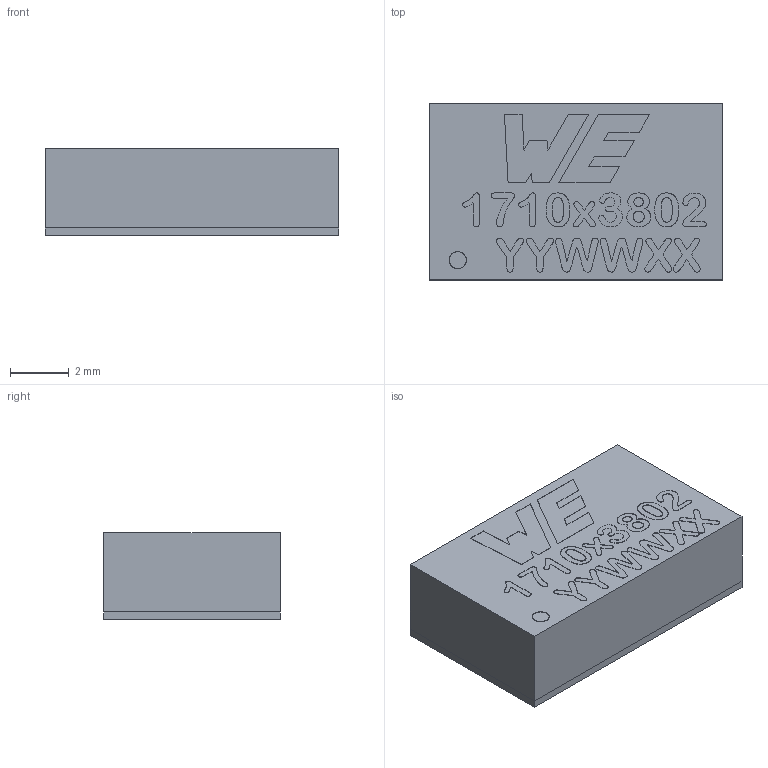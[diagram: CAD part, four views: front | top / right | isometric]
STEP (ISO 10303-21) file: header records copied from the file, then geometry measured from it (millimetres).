
FILE_DESCRIPTION(/* description */ ('Unknown'),/* implementation_level */ '2;1');
FILE_NAME(/* name */ '1710x3802',/* time_stamp */ '2023-09-25T14:50:41+02:00',/* author */ ('Unknown'),/* organization */ ('Unknown'),/* preprocessor_version */ 'ST-DEVELOPER v16.7',/* originating_system */ 'Solid Edge',/* authorisation */ 'Unknown');
FILE_SCHEMA (('AUTOMOTIVE_DESIGN {1 0 10303 214 3 1 1}'));
Products named in the file (4): 1710x3802; Base; Pads; Body
Assembly tree (3 placements, depth 2):
  1710x3802
    Base
    Pads
    Body
Bounding box: 10 x 6 x 2.97 mm (x, y, z)
Volume: 177.5 mm3; surface area: 355.3 mm2
Topology: 17 solids, 17 shells, 1893 faces, 5517 edges, 3678 vertices
Faces by surface type: plane 1891, bspline 2
Entity records: 73992 total; most frequent: CARTESIAN_POINT 11364, ORIENTED_EDGE 11034, DIRECTION 9303, EDGE_CURVE 5517, LINE 5513, VECTOR 5513, VERTEX_POINT 3678, EDGE_LOOP 1939
